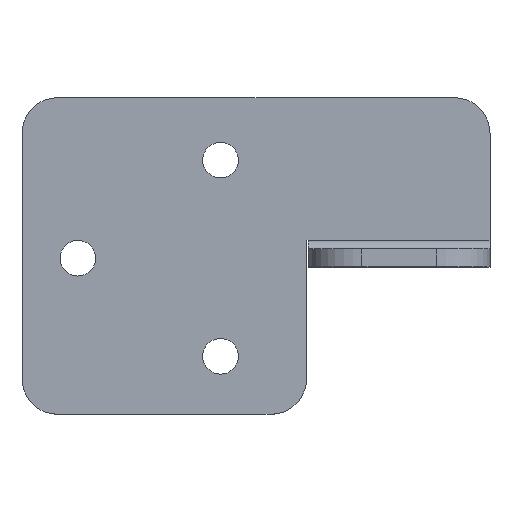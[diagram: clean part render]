
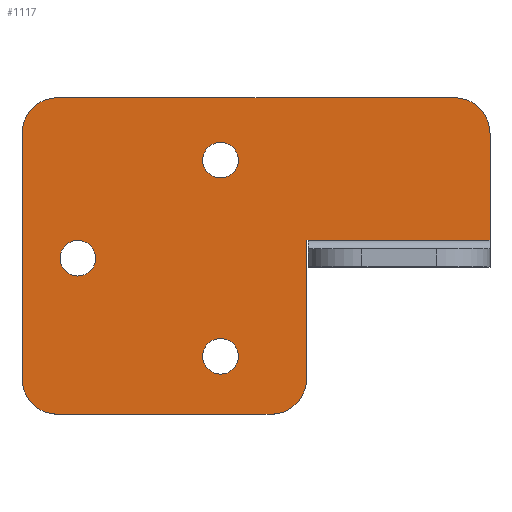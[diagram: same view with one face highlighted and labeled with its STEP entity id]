
A CAD part, top view. The second image highlights one B-rep face of the part: STEP entity #1117.
In plain terms, the highlighted planar face has unit normal (0, 0, 1).
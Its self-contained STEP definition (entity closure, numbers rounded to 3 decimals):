
#468=CARTESIAN_POINT('',(39.71,-261.,26.5));
#469=DIRECTION('',(0.,0.,1.));
#470=DIRECTION('',(1.,0.,0.));
#471=AXIS2_PLACEMENT_3D('',#468,#469,#470);
#476=CARTESIAN_POINT('',(39.71,-261.,26.5));
#477=DIRECTION('',(0.,0.,1.));
#478=DIRECTION('',(-1.,0.,0.));
#479=AXIS2_PLACEMENT_3D('',#476,#477,#478);
#484=CARTESIAN_POINT('',(23.71,-250.,26.5));
#485=DIRECTION('',(0.,0.,1.));
#486=DIRECTION('',(1.,0.,0.));
#487=AXIS2_PLACEMENT_3D('',#484,#485,#486);
#492=CARTESIAN_POINT('',(23.71,-250.,26.5));
#493=DIRECTION('',(0.,0.,1.));
#494=DIRECTION('',(-1.,0.,0.));
#495=AXIS2_PLACEMENT_3D('',#492,#493,#494);
#500=CARTESIAN_POINT('',(39.71,-239.,26.5));
#501=DIRECTION('',(0.,0.,1.));
#502=DIRECTION('',(1.,0.,0.));
#503=AXIS2_PLACEMENT_3D('',#500,#501,#502);
#508=CARTESIAN_POINT('',(39.71,-239.,26.5));
#509=DIRECTION('',(0.,0.,1.));
#510=DIRECTION('',(-1.,0.,0.));
#511=AXIS2_PLACEMENT_3D('',#508,#509,#510);
#516=DIRECTION('',(-1.,0.,0.));
#517=VECTOR('',#516,20.36);
#518=CARTESIAN_POINT('',(69.93,-248.,26.5));
#519=LINE('',#518,#517);
#523=DIRECTION('',(0.,-1.,0.));
#524=VECTOR('',#523,15.5);
#525=CARTESIAN_POINT('',(49.37,-248.,26.5));
#526=LINE('',#525,#524);
#530=CARTESIAN_POINT('',(45.37,-263.5,26.5));
#531=DIRECTION('',(0.,0.,-1.));
#532=DIRECTION('',(1.,0.,0.));
#533=AXIS2_PLACEMENT_3D('',#530,#531,#532);
#538=DIRECTION('',(-1.,0.,0.));
#539=VECTOR('',#538,23.926);
#540=CARTESIAN_POINT('',(45.37,-267.5,26.5));
#541=LINE('',#540,#539);
#545=CARTESIAN_POINT('',(21.444,-263.5,26.5));
#546=DIRECTION('',(0.,0.,-1.));
#547=DIRECTION('',(0.,-1.,0.));
#548=AXIS2_PLACEMENT_3D('',#545,#546,#547);
#553=DIRECTION('',(0.,1.,0.));
#554=VECTOR('',#553,27.5);
#555=CARTESIAN_POINT('',(17.444,-263.5,26.5));
#556=LINE('',#555,#554);
#560=CARTESIAN_POINT('',(21.444,-236.,26.5));
#561=DIRECTION('',(0.,0.,-1.));
#562=DIRECTION('',(-1.,0.,0.));
#563=AXIS2_PLACEMENT_3D('',#560,#561,#562);
#568=CARTESIAN_POINT('',(65.93,-236.,26.5));
#569=DIRECTION('',(0.,0.,-1.));
#570=DIRECTION('',(0.,1.,0.));
#571=AXIS2_PLACEMENT_3D('',#568,#569,#570);
#576=DIRECTION('',(0.,-1.,0.));
#577=VECTOR('',#576,12.);
#578=CARTESIAN_POINT('',(69.93,-236.,26.5));
#579=LINE('',#578,#577);
#685=DIRECTION('',(1.,0.,0.));
#686=VECTOR('',#685,0.2);
#687=CARTESIAN_POINT('',(49.37,-248.,26.5));
#688=LINE('',#687,#686);
#741=DIRECTION('',(-1.,0.,0.));
#742=VECTOR('',#741,44.486);
#743=CARTESIAN_POINT('',(65.93,-232.,26.5));
#744=LINE('',#743,#742);
#926=CARTESIAN_POINT('',(37.71,-239.,26.5));
#927=VERTEX_POINT('',#926);
#928=CARTESIAN_POINT('',(41.71,-239.,26.5));
#929=VERTEX_POINT('',#928);
#930=CARTESIAN_POINT('',(49.37,-248.,26.5));
#931=CARTESIAN_POINT('',(49.37,-263.5,26.5));
#932=VERTEX_POINT('',#930);
#933=VERTEX_POINT('',#931);
#934=CARTESIAN_POINT('',(45.37,-267.5,26.5));
#935=VERTEX_POINT('',#934);
#936=CARTESIAN_POINT('',(21.444,-267.5,26.5));
#937=VERTEX_POINT('',#936);
#938=CARTESIAN_POINT('',(17.444,-263.5,26.5));
#939=VERTEX_POINT('',#938);
#940=CARTESIAN_POINT('',(17.444,-236.,26.5));
#941=VERTEX_POINT('',#940);
#942=CARTESIAN_POINT('',(21.444,-232.,26.5));
#943=VERTEX_POINT('',#942);
#944=CARTESIAN_POINT('',(65.93,-232.,26.5));
#945=VERTEX_POINT('',#944);
#946=CARTESIAN_POINT('',(69.93,-236.,26.5));
#947=VERTEX_POINT('',#946);
#948=CARTESIAN_POINT('',(41.71,-261.,26.5));
#949=CARTESIAN_POINT('',(37.71,-261.,26.5));
#950=VERTEX_POINT('',#948);
#951=VERTEX_POINT('',#949);
#952=CARTESIAN_POINT('',(25.71,-250.,26.5));
#953=CARTESIAN_POINT('',(21.71,-250.,26.5));
#954=VERTEX_POINT('',#952);
#955=VERTEX_POINT('',#953);
#972=CARTESIAN_POINT('',(69.93,-248.,26.5));
#973=CARTESIAN_POINT('',(49.57,-248.,26.5));
#974=VERTEX_POINT('',#972);
#975=VERTEX_POINT('',#973);
#1072=CARTESIAN_POINT('',(0.,0.,26.5));
#1073=DIRECTION('',(0.,0.,1.));
#1074=DIRECTION('',(1.,0.,0.));
#1075=AXIS2_PLACEMENT_3D('',#1072,#1073,#1074);
#1076=PLANE('',#1075);
#1078=ORIENTED_EDGE('',*,*,#1077,.T.);
#1080=ORIENTED_EDGE('',*,*,#1079,.F.);
#1082=ORIENTED_EDGE('',*,*,#1081,.T.);
#1084=ORIENTED_EDGE('',*,*,#1083,.T.);
#1086=ORIENTED_EDGE('',*,*,#1085,.T.);
#1088=ORIENTED_EDGE('',*,*,#1087,.T.);
#1090=ORIENTED_EDGE('',*,*,#1089,.T.);
#1092=ORIENTED_EDGE('',*,*,#1091,.T.);
#1094=ORIENTED_EDGE('',*,*,#1093,.F.);
#1096=ORIENTED_EDGE('',*,*,#1095,.T.);
#1098=ORIENTED_EDGE('',*,*,#1097,.T.);
#1099=EDGE_LOOP('',(#1078,#1080,#1082,#1084,#1086,#1088,#1090,#1092,#1094,#1096,
#1098));
#1100=FACE_OUTER_BOUND('',#1099,.F.);
#1102=ORIENTED_EDGE('',*,*,#1101,.T.);
#1104=ORIENTED_EDGE('',*,*,#1103,.T.);
#1105=EDGE_LOOP('',(#1102,#1104));
#1106=FACE_BOUND('',#1105,.F.);
#1108=ORIENTED_EDGE('',*,*,#1107,.T.);
#1110=ORIENTED_EDGE('',*,*,#1109,.T.);
#1111=EDGE_LOOP('',(#1108,#1110));
#1112=FACE_BOUND('',#1111,.F.);
#1113=ORIENTED_EDGE('',*,*,#1052,.T.);
#1114=ORIENTED_EDGE('',*,*,#1066,.T.);
#1115=EDGE_LOOP('',(#1113,#1114));
#1116=FACE_BOUND('',#1115,.F.);
#472=CIRCLE('',#471,2.);
#480=CIRCLE('',#479,2.);
#488=CIRCLE('',#487,2.);
#496=CIRCLE('',#495,2.);
#504=CIRCLE('',#503,2.);
#512=CIRCLE('',#511,2.);
#534=CIRCLE('',#533,4.);
#549=CIRCLE('',#548,4.);
#564=CIRCLE('',#563,4.);
#572=CIRCLE('',#571,4.);
#1052=EDGE_CURVE('',#950,#951,#472,.T.);
#1066=EDGE_CURVE('',#951,#950,#480,.T.);
#1077=EDGE_CURVE('',#974,#975,#519,.T.);
#1079=EDGE_CURVE('',#932,#975,#688,.T.);
#1081=EDGE_CURVE('',#932,#933,#526,.T.);
#1083=EDGE_CURVE('',#933,#935,#534,.T.);
#1085=EDGE_CURVE('',#935,#937,#541,.T.);
#1087=EDGE_CURVE('',#937,#939,#549,.T.);
#1089=EDGE_CURVE('',#939,#941,#556,.T.);
#1091=EDGE_CURVE('',#941,#943,#564,.T.);
#1093=EDGE_CURVE('',#945,#943,#744,.T.);
#1095=EDGE_CURVE('',#945,#947,#572,.T.);
#1097=EDGE_CURVE('',#947,#974,#579,.T.);
#1101=EDGE_CURVE('',#954,#955,#488,.T.);
#1103=EDGE_CURVE('',#955,#954,#496,.T.);
#1107=EDGE_CURVE('',#929,#927,#504,.T.);
#1109=EDGE_CURVE('',#927,#929,#512,.T.);
#1117=ADVANCED_FACE('',(#1100,#1106,#1112,#1116),#1076,.T.);
